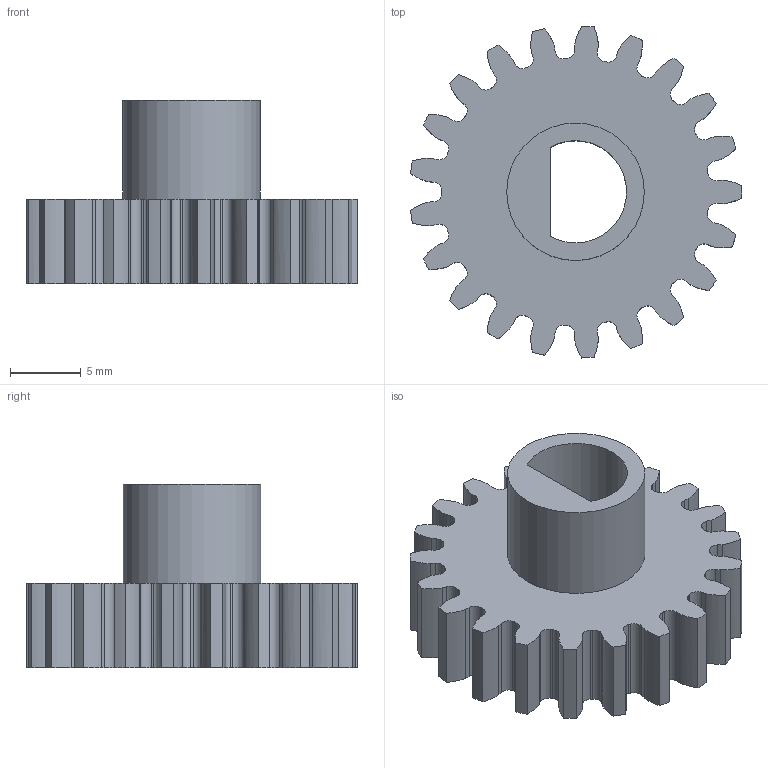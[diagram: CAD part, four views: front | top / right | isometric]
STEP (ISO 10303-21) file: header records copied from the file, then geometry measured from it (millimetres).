
FILE_DESCRIPTION(/* description */ (''),/* implementation_level */ '2;1');
FILE_NAME(/* name */ 'RS6-0845 Gear 21 Teeth HP9000 Laser Fusor v3.step',/* time_stamp */ '2019-05-31T18:48:29-03:00',/* author */ (''),/* organization */ (''),/* preprocessor_version */ 'ST-DEVELOPER v18',/* originating_system */ 'Autodesk Translation Framework v8.2.0.1029',/* authorisation */ '');
FILE_SCHEMA (('AUTOMOTIVE_DESIGN { 1 0 10303 214 3 1 1 }'));
Length unit declared in the file: millimetre
Products named in the file (2): RS6-0845 Gear 21 Teeth HP9000 Laser Fusor; Spur Gear (21 teeth)
Assembly tree (1 placements, depth 2):
  RS6-0845 Gear 21 Teeth HP9000 Laser Fusor
    Spur Gear (21 teeth)
Bounding box: 23.48 x 23.54 x 13 mm (x, y, z)
Volume: 2231.5 mm3; surface area: 1958.2 mm2
Topology: 1 solids, 1 shells, 174 faces, 513 edges, 342 vertices
Faces by surface type: cylinder 86, plane 46, bspline 42
Full cylindrical faces by diameter (mm): 9.75 x1
Entity records: 16961 total; most frequent: CARTESIAN_POINT 12465, ORIENTED_EDGE 1026, DIRECTION 871, EDGE_CURVE 513, VERTEX_POINT 342, AXIS2_PLACEMENT_3D 307, LINE 257, VECTOR 257
